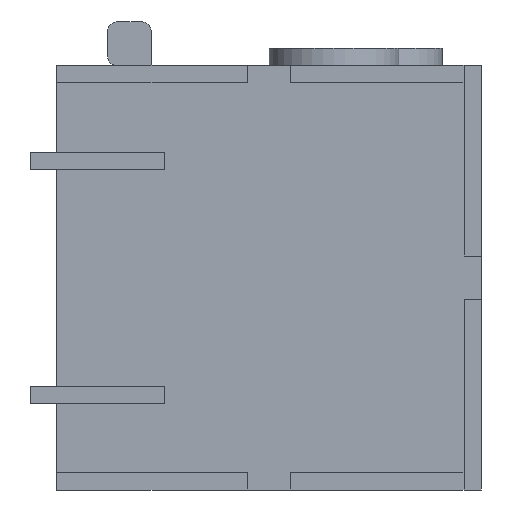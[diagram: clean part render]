
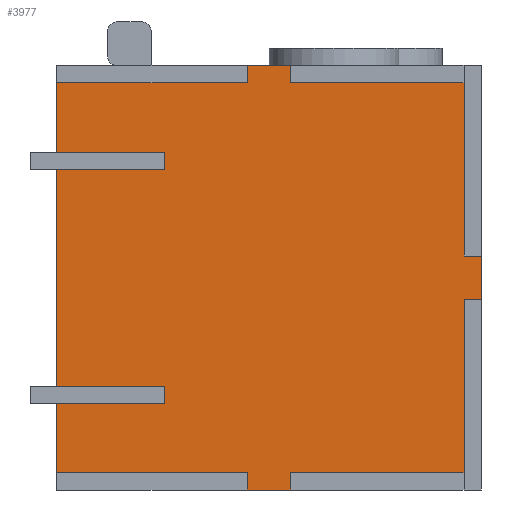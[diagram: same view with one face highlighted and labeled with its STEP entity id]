
A CAD part, left-side view. The second image highlights one B-rep face of the part: STEP entity #3977.
In plain terms, the highlighted face is planar.
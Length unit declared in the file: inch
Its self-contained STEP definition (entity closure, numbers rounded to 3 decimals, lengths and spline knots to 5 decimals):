
#119=FACE_BOUND('',#523,.T.);
#120=FACE_BOUND('',#524,.T.);
#303=FACE_OUTER_BOUND('',#522,.T.);
#522=EDGE_LOOP('',(#3072,#3073,#3074,#3075,#3076,#3077,#3078,#3079,#3080,
#3081,#3082,#3083,#3084,#3085,#3086,#3087));
#523=EDGE_LOOP('',(#3088,#3089,#3090,#3091));
#524=EDGE_LOOP('',(#3092,#3093,#3094,#3095));
#844=LINE('',#5915,#1367);
#847=LINE('',#5921,#1370);
#850=LINE('',#5927,#1373);
#853=LINE('',#5931,#1376);
#856=LINE('',#5939,#1379);
#859=LINE('',#5945,#1382);
#862=LINE('',#5951,#1385);
#865=LINE('',#5957,#1388);
#869=LINE('',#5966,#1392);
#872=LINE('',#5972,#1395);
#876=LINE('',#5981,#1399);
#879=LINE('',#5987,#1402);
#882=LINE('',#5993,#1405);
#885=LINE('',#5997,#1408);
#888=LINE('',#6005,#1411);
#892=LINE('',#6012,#1415);
#895=LINE('',#6020,#1418);
#898=LINE('',#6026,#1421);
#902=LINE('',#6035,#1425);
#905=LINE('',#6039,#1428);
#907=LINE('',#6042,#1430);
#908=LINE('',#6044,#1431);
#909=LINE('',#6045,#1432);
#910=LINE('',#6046,#1433);
#1367=VECTOR('',#4824,0.3937);
#1370=VECTOR('',#4829,0.3937);
#1373=VECTOR('',#4834,0.3937);
#1376=VECTOR('',#4839,0.3937);
#1379=VECTOR('',#4844,0.3937);
#1382=VECTOR('',#4849,0.3937);
#1385=VECTOR('',#4854,0.3937);
#1388=VECTOR('',#4859,0.3937);
#1392=VECTOR('',#4865,0.3937);
#1395=VECTOR('',#4870,0.3937);
#1399=VECTOR('',#4876,0.3937);
#1402=VECTOR('',#4881,0.3937);
#1405=VECTOR('',#4886,0.3937);
#1408=VECTOR('',#4891,0.3937);
#1411=VECTOR('',#4896,0.3937);
#1415=VECTOR('',#4902,0.3937);
#1418=VECTOR('',#4907,0.3937);
#1421=VECTOR('',#4912,0.3937);
#1425=VECTOR('',#4918,0.3937);
#1428=VECTOR('',#4923,0.3937);
#1430=VECTOR('',#4927,0.3937);
#1431=VECTOR('',#4930,0.3937);
#1432=VECTOR('',#4931,0.3937);
#1433=VECTOR('',#4932,0.3937);
#1833=VERTEX_POINT('',#5912);
#1834=VERTEX_POINT('',#5914);
#1836=VERTEX_POINT('',#5920);
#1838=VERTEX_POINT('',#5926);
#1841=VERTEX_POINT('',#5936);
#1842=VERTEX_POINT('',#5938);
#1844=VERTEX_POINT('',#5944);
#1846=VERTEX_POINT('',#5950);
#1848=VERTEX_POINT('',#5956);
#1851=VERTEX_POINT('',#5963);
#1852=VERTEX_POINT('',#5965);
#1854=VERTEX_POINT('',#5971);
#1857=VERTEX_POINT('',#5978);
#1858=VERTEX_POINT('',#5980);
#1860=VERTEX_POINT('',#5986);
#1862=VERTEX_POINT('',#5992);
#1865=VERTEX_POINT('',#6002);
#1866=VERTEX_POINT('',#6004);
#1868=VERTEX_POINT('',#6010);
#1871=VERTEX_POINT('',#6017);
#1872=VERTEX_POINT('',#6019);
#1874=VERTEX_POINT('',#6025);
#1877=VERTEX_POINT('',#6032);
#1878=VERTEX_POINT('',#6034);
#2258=EDGE_CURVE('',#1834,#1833,#844,.T.);
#2261=EDGE_CURVE('',#1836,#1834,#847,.T.);
#2264=EDGE_CURVE('',#1838,#1836,#850,.T.);
#2267=EDGE_CURVE('',#1833,#1838,#853,.T.);
#2270=EDGE_CURVE('',#1842,#1841,#856,.T.);
#2273=EDGE_CURVE('',#1844,#1842,#859,.T.);
#2276=EDGE_CURVE('',#1846,#1844,#862,.T.);
#2279=EDGE_CURVE('',#1848,#1846,#865,.T.);
#2283=EDGE_CURVE('',#1852,#1851,#869,.T.);
#2286=EDGE_CURVE('',#1854,#1852,#872,.T.);
#2290=EDGE_CURVE('',#1858,#1857,#876,.T.);
#2293=EDGE_CURVE('',#1860,#1858,#879,.T.);
#2296=EDGE_CURVE('',#1862,#1860,#882,.T.);
#2299=EDGE_CURVE('',#1857,#1862,#885,.T.);
#2302=EDGE_CURVE('',#1866,#1865,#888,.T.);
#2306=EDGE_CURVE('',#1865,#1868,#892,.T.);
#2309=EDGE_CURVE('',#1872,#1871,#895,.T.);
#2312=EDGE_CURVE('',#1874,#1872,#898,.T.);
#2316=EDGE_CURVE('',#1878,#1877,#902,.T.);
#2319=EDGE_CURVE('',#1871,#1878,#905,.T.);
#2321=EDGE_CURVE('',#1851,#1874,#907,.T.);
#2322=EDGE_CURVE('',#1841,#1866,#908,.T.);
#2323=EDGE_CURVE('',#1868,#1854,#909,.T.);
#2324=EDGE_CURVE('',#1877,#1848,#910,.T.);
#3072=ORIENTED_EDGE('',*,*,#2279,.T.);
#3073=ORIENTED_EDGE('',*,*,#2276,.T.);
#3074=ORIENTED_EDGE('',*,*,#2273,.T.);
#3075=ORIENTED_EDGE('',*,*,#2270,.T.);
#3076=ORIENTED_EDGE('',*,*,#2322,.T.);
#3077=ORIENTED_EDGE('',*,*,#2302,.T.);
#3078=ORIENTED_EDGE('',*,*,#2306,.T.);
#3079=ORIENTED_EDGE('',*,*,#2323,.T.);
#3080=ORIENTED_EDGE('',*,*,#2286,.T.);
#3081=ORIENTED_EDGE('',*,*,#2283,.T.);
#3082=ORIENTED_EDGE('',*,*,#2321,.T.);
#3083=ORIENTED_EDGE('',*,*,#2312,.T.);
#3084=ORIENTED_EDGE('',*,*,#2309,.T.);
#3085=ORIENTED_EDGE('',*,*,#2319,.T.);
#3086=ORIENTED_EDGE('',*,*,#2316,.T.);
#3087=ORIENTED_EDGE('',*,*,#2324,.T.);
#3088=ORIENTED_EDGE('',*,*,#2290,.T.);
#3089=ORIENTED_EDGE('',*,*,#2299,.T.);
#3090=ORIENTED_EDGE('',*,*,#2296,.T.);
#3091=ORIENTED_EDGE('',*,*,#2293,.T.);
#3092=ORIENTED_EDGE('',*,*,#2258,.T.);
#3093=ORIENTED_EDGE('',*,*,#2267,.T.);
#3094=ORIENTED_EDGE('',*,*,#2264,.T.);
#3095=ORIENTED_EDGE('',*,*,#2261,.T.);
#3781=PLANE('',#4323);
#3977=ADVANCED_FACE('',(#303,#119,#120),#3781,.T.);
#4323=AXIS2_PLACEMENT_3D('',#6043,#4928,#4929);
#4824=DIRECTION('',(1.,0.,0.));
#4829=DIRECTION('',(0.,1.,0.));
#4834=DIRECTION('',(-1.,0.,0.));
#4839=DIRECTION('',(0.,-1.,0.));
#4844=DIRECTION('',(1.,0.,0.));
#4849=DIRECTION('',(0.,1.,0.));
#4854=DIRECTION('',(1.,0.,0.));
#4859=DIRECTION('',(0.,1.,0.));
#4865=DIRECTION('',(-1.,0.,0.));
#4870=DIRECTION('',(0.,-1.,0.));
#4876=DIRECTION('',(0.,1.,0.));
#4881=DIRECTION('',(-1.,0.,0.));
#4886=DIRECTION('',(0.,-1.,0.));
#4891=DIRECTION('',(1.,0.,0.));
#4896=DIRECTION('',(-1.,0.,0.));
#4902=DIRECTION('',(0.,1.,0.));
#4907=DIRECTION('',(0.,-1.,0.));
#4912=DIRECTION('',(1.,0.,0.));
#4918=DIRECTION('',(0.,-1.,0.));
#4923=DIRECTION('',(1.,0.,0.));
#4927=DIRECTION('',(0.,-1.,0.));
#4928=DIRECTION('center_axis',(0.,0.,1.));
#4929=DIRECTION('ref_axis',(1.,0.,0.));
#4930=DIRECTION('',(0.,1.,0.));
#4931=DIRECTION('',(-1.,0.,0.));
#4932=DIRECTION('',(1.,0.,0.));
#5912=CARTESIAN_POINT('',(-1.25,1.7,0.2));
#5914=CARTESIAN_POINT('',(-1.45,1.7,0.2));
#5915=CARTESIAN_POINT('',(-0.725,1.7,0.2));
#5920=CARTESIAN_POINT('',(-1.45,1.2,0.2));
#5921=CARTESIAN_POINT('',(-1.45,0.6,0.2));
#5926=CARTESIAN_POINT('',(-1.25,1.2,0.2));
#5927=CARTESIAN_POINT('',(-0.625,1.2,0.2));
#5931=CARTESIAN_POINT('',(-1.25,0.85,0.2));
#5936=CARTESIAN_POINT('',(2.45,-0.25,0.2));
#5938=CARTESIAN_POINT('',(2.25,-0.25,0.2));
#5939=CARTESIAN_POINT('',(1.125,-0.25,0.2));
#5944=CARTESIAN_POINT('',(2.25,-2.25,0.2));
#5945=CARTESIAN_POINT('',(2.25,-1.125,0.2));
#5950=CARTESIAN_POINT('',(0.25,-2.25,0.2));
#5951=CARTESIAN_POINT('',(0.125,-2.25,0.2));
#5956=CARTESIAN_POINT('',(0.25,-2.45,0.2));
#5957=CARTESIAN_POINT('',(0.25,-1.225,0.2));
#5963=CARTESIAN_POINT('',(-2.45,0.25,0.2));
#5965=CARTESIAN_POINT('',(-2.25,0.25,0.2));
#5966=CARTESIAN_POINT('',(-1.125,0.25,0.2));
#5971=CARTESIAN_POINT('',(-2.25,2.45,0.2));
#5972=CARTESIAN_POINT('',(-2.25,1.225,0.2));
#5978=CARTESIAN_POINT('',(1.25,1.7,0.2));
#5980=CARTESIAN_POINT('',(1.25,1.2,0.2));
#5981=CARTESIAN_POINT('',(1.25,0.6,0.2));
#5986=CARTESIAN_POINT('',(1.45,1.2,0.2));
#5987=CARTESIAN_POINT('',(0.725,1.2,0.2));
#5992=CARTESIAN_POINT('',(1.45,1.7,0.2));
#5993=CARTESIAN_POINT('',(1.45,0.85,0.2));
#5997=CARTESIAN_POINT('',(0.625,1.7,0.2));
#6002=CARTESIAN_POINT('',(2.25,0.25,0.2));
#6004=CARTESIAN_POINT('',(2.45,0.25,0.2));
#6005=CARTESIAN_POINT('',(1.225,0.25,0.2));
#6010=CARTESIAN_POINT('',(2.25,2.45,0.2));
#6012=CARTESIAN_POINT('',(2.25,0.125,0.2));
#6017=CARTESIAN_POINT('',(-2.25,-2.25,0.2));
#6019=CARTESIAN_POINT('',(-2.25,-0.25,0.2));
#6020=CARTESIAN_POINT('',(-2.25,-0.125,0.2));
#6025=CARTESIAN_POINT('',(-2.45,-0.25,0.2));
#6026=CARTESIAN_POINT('',(-1.225,-0.25,0.2));
#6032=CARTESIAN_POINT('',(-0.25,-2.45,0.2));
#6034=CARTESIAN_POINT('',(-0.25,-2.25,0.2));
#6035=CARTESIAN_POINT('',(-0.25,-1.125,0.2));
#6039=CARTESIAN_POINT('',(-1.125,-2.25,0.2));
#6042=CARTESIAN_POINT('',(-2.45,-2.45,0.2));
#6043=CARTESIAN_POINT('Origin',(0.,0.,0.2));
#6044=CARTESIAN_POINT('',(2.45,2.45,0.2));
#6045=CARTESIAN_POINT('',(-2.45,2.45,0.2));
#6046=CARTESIAN_POINT('',(2.45,-2.45,0.2));
